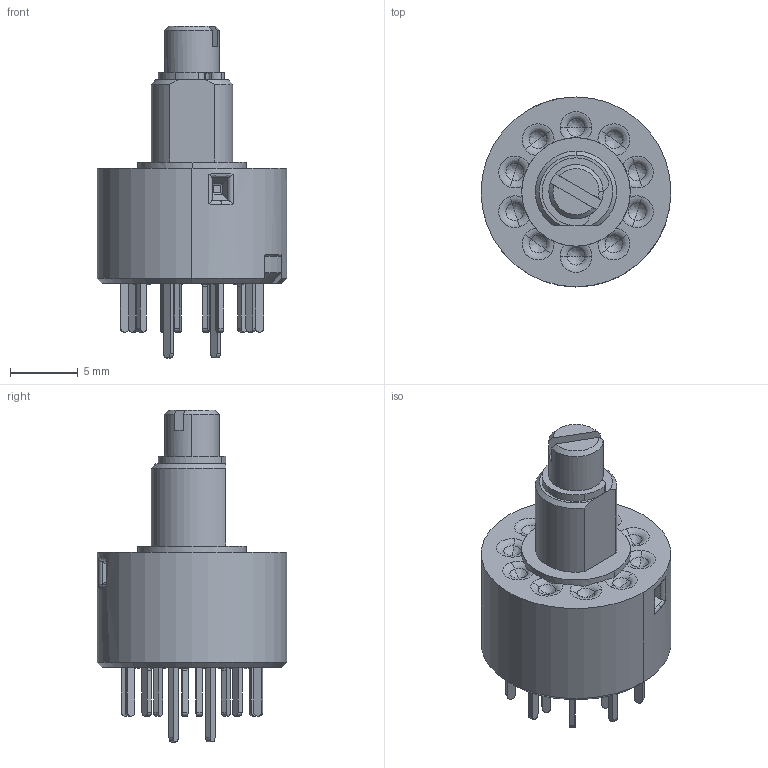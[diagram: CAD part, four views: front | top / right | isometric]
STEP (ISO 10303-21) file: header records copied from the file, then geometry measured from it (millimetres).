
FILE_DESCRIPTION (( 'STEP AP214' ), '1' );
FILE_NAME ('5ﾏ2ﾍ 21.step', '2024-10-16T04:01:48', ( '' ), ( '' ), 'SwSTEP 2.0', 'SolidWorks 2018', '' );
FILE_SCHEMA (( 'AUTOMOTIVE_DESIGN' ));
Length unit declared in the file: millimetre
Products named in the file (1): 5ﾏ2ﾍ 21
Bounding box: 14 x 14 x 24.48 mm (x, y, z)
Surface area: 1219.5 mm2 (no closed solid volume)
Topology: 0 solids, 17 shells, 291 faces, 987 edges, 682 vertices
Faces by surface type: plane 130, cylinder 84, torus 34, bspline 26, cone 17
Entity records: 15217 total; most frequent: CARTESIAN_POINT 3916, ORIENTED_EDGE 1627, DIRECTION 1625, EDGE_CURVE 967, VERTEX_POINT 682, AXIS2_PLACEMENT_3D 556, VECTOR 513, LINE 513
